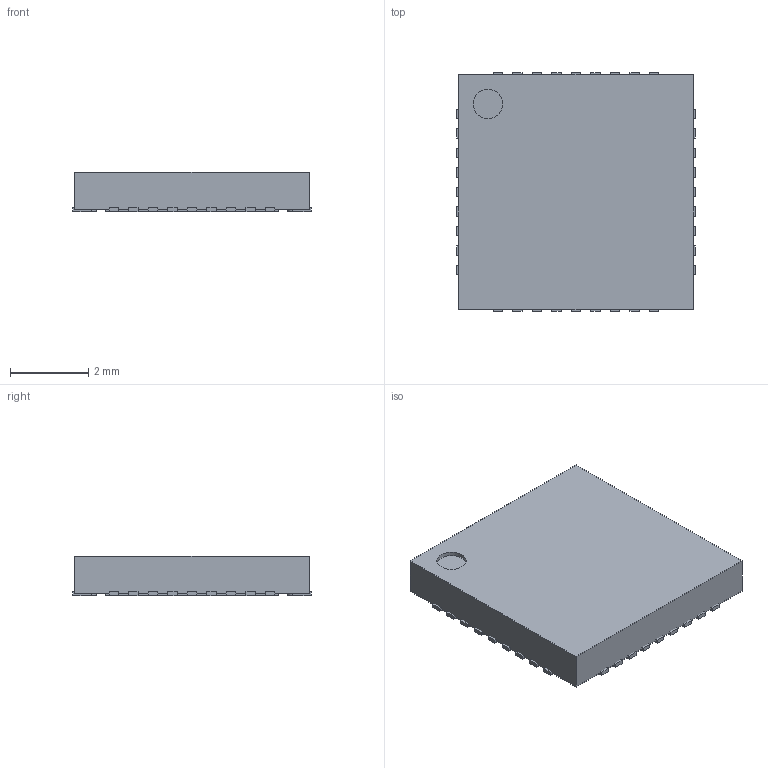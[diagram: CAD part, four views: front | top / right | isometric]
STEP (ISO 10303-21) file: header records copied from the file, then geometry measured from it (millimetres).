
FILE_DESCRIPTION(('FreeCAD Model'),'2;1');
FILE_NAME('276680.1.1.stp','2020-04-08T06:37:03',( 'Author'),(''),'Open CASCADE STEP processor 6.9','FreeCAD','Unknown' );
FILE_SCHEMA(('AUTOMOTIVE_DESIGN { 1 0 10303 214 1 1 1 1 }'));
Length unit declared in the file: millimetre
Products named in the file (5): ASSEMBLY; Body; ThermalPin; PinsArrayLR; PinsArrayTB
Assembly tree (4 placements, depth 2):
  ASSEMBLY
    Body
    ThermalPin
    PinsArrayLR
    PinsArrayTB
Bounding box: 6.1 x 6.1 x 1 mm (x, y, z)
Volume: 36.6 mm3; surface area: 151.1 mm2
Topology: 38 solids, 38 shells, 230 faces, 459 edges, 306 vertices
Faces by surface type: plane 193, cylinder 37
Full cylindrical faces by diameter (mm): 0.75 x1
Entity records: 12328 total; most frequent: CARTESIAN_POINT 2134, DIRECTION 1885, LINE 1229, VECTOR 1229, ORIENTED_EDGE 918, PCURVE 918, DEFINITIONAL_REPRESENTATION 918, EDGE_CURVE 459
